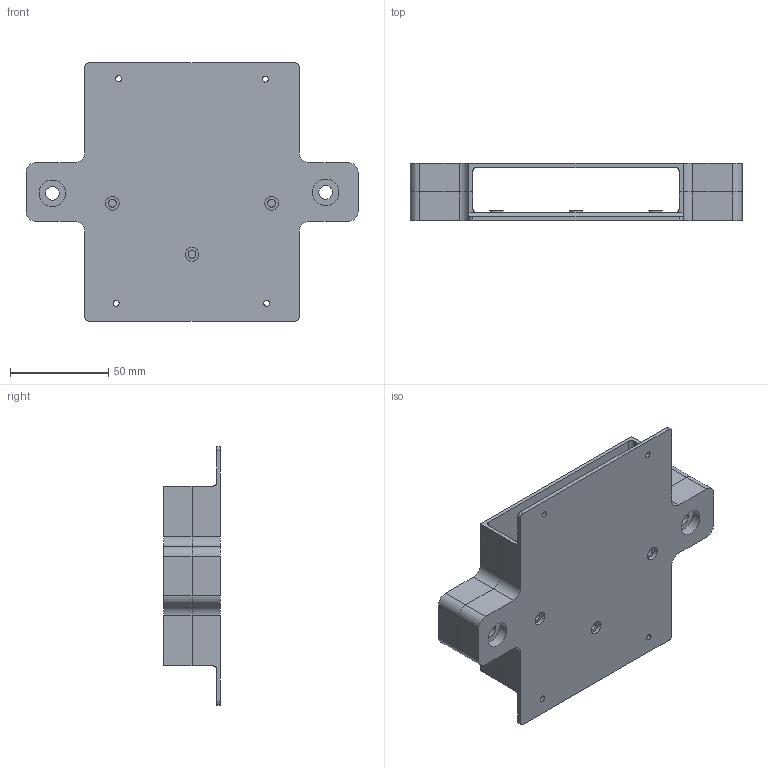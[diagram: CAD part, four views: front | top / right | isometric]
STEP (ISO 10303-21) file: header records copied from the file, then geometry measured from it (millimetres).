
FILE_DESCRIPTION(/* description */ (''),/* implementation_level */ '2;1');
FILE_NAME(/* name */ 'EC_MountingEnclosure.step',/* time_stamp */ '2021-10-12T16:15:45-04:00',/* author */ (''),/* organization */ (''),/* preprocessor_version */ 'ST-DEVELOPER v18.1',/* originating_system */ 'Autodesk Translation Framework v10.10.0.1391',/* authorisation */ '');
FILE_SCHEMA (('AUTOMOTIVE_DESIGN { 1 0 10303 214 3 1 1 }'));
Length unit declared in the file: millimetre
Products named in the file (1): v001
Bounding box: 169 x 29 x 131.5 mm (x, y, z)
Volume: 126109.7 mm3; surface area: 70885.7 mm2
Topology: 2 solids, 2 shells, 95 faces, 245 edges, 162 vertices
Faces by surface type: plane 50, cylinder 45
Full cylindrical faces by diameter (mm): 3 x4, 4 x3, 7 x10, 13.5 x2
Entity records: 2993 total; most frequent: DIRECTION 527, CARTESIAN_POINT 503, ORIENTED_EDGE 490, EDGE_CURVE 245, AXIS2_PLACEMENT_3D 186, VERTEX_POINT 162, LINE 155, VECTOR 155
